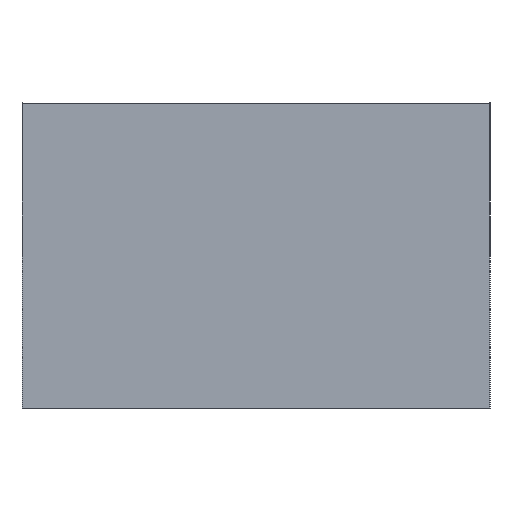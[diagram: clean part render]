
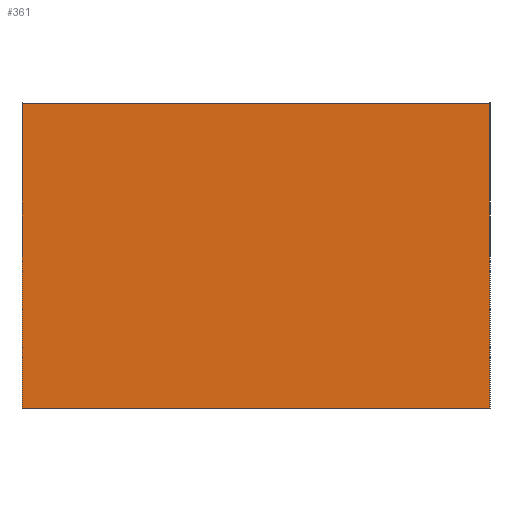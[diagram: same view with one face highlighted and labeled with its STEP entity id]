
A CAD part, left-side view. The second image highlights one B-rep face of the part: STEP entity #361.
In plain terms, the highlighted planar face has unit normal (-1, 0, 0).
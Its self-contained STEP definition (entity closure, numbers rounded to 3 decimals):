
#21 = EDGE_CURVE ( 'NONE', #1023, #1102, #486, .T. ) ;
#46 = CARTESIAN_POINT ( 'NONE',  ( -30., 13., -15. ) ) ;
#71 = ORIENTED_EDGE ( 'NONE', *, *, #570, .T. ) ;
#75 = EDGE_LOOP ( 'NONE', ( #71, #1048, #507, #719 ) ) ;
#89 = FACE_OUTER_BOUND ( 'NONE', #75, .T. ) ;
#106 = DIRECTION ( 'NONE',  ( 0., -1., 0. ) ) ;
#139 = LINE ( 'NONE', #981, #140 ) ;
#140 = VECTOR ( 'NONE', #585, 1000. ) ;
#188 = CARTESIAN_POINT ( 'NONE',  ( -30., 13., 2. ) ) ;
#206 = DIRECTION ( 'NONE',  ( 0., 0., -1. ) ) ;
#315 = EDGE_CURVE ( 'NONE', #1114, #559, #933, .T. ) ;
#341 = DIRECTION ( 'NONE',  ( 0., 0., -1. ) ) ;
#361 = ADVANCED_FACE ( 'NONE', ( #89 ), #461, .F. ) ;
#366 = DIRECTION ( 'NONE',  ( 0., 1., 0. ) ) ;
#417 = AXIS2_PLACEMENT_3D ( 'NONE', #845, #1018, #341 ) ;
#461 = PLANE ( 'NONE',  #417 ) ;
#486 = LINE ( 'NONE', #188, #555 ) ;
#507 = ORIENTED_EDGE ( 'NONE', *, *, #547, .F. ) ;
#532 = CARTESIAN_POINT ( 'NONE',  ( -30., 13., 2. ) ) ;
#547 = EDGE_CURVE ( 'NONE', #1102, #1114, #706, .T. ) ;
#555 = VECTOR ( 'NONE', #106, 1000. ) ;
#559 = VERTEX_POINT ( 'NONE', #46 ) ;
#570 = EDGE_CURVE ( 'NONE', #1023, #559, #139, .T. ) ;
#585 = DIRECTION ( 'NONE',  ( 0., 0., -1. ) ) ;
#611 = CARTESIAN_POINT ( 'NONE',  ( -30., -13., 2. ) ) ;
#706 = LINE ( 'NONE', #611, #1176 ) ;
#719 = ORIENTED_EDGE ( 'NONE', *, *, #21, .F. ) ;
#733 = VECTOR ( 'NONE', #366, 1000. ) ;
#734 = CARTESIAN_POINT ( 'NONE',  ( -30., -13., 2. ) ) ;
#845 = CARTESIAN_POINT ( 'NONE',  ( -30., 13., 2. ) ) ;
#913 = CARTESIAN_POINT ( 'NONE',  ( -30., 13., -15. ) ) ;
#915 = CARTESIAN_POINT ( 'NONE',  ( -30., -13., -15. ) ) ;
#933 = LINE ( 'NONE', #913, #733 ) ;
#981 = CARTESIAN_POINT ( 'NONE',  ( -30., 13., 2. ) ) ;
#1018 = DIRECTION ( 'NONE',  ( 1., 0., 0. ) ) ;
#1023 = VERTEX_POINT ( 'NONE', #532 ) ;
#1048 = ORIENTED_EDGE ( 'NONE', *, *, #315, .F. ) ;
#1102 = VERTEX_POINT ( 'NONE', #734 ) ;
#1114 = VERTEX_POINT ( 'NONE', #915 ) ;
#1176 = VECTOR ( 'NONE', #206, 1000. ) ;
